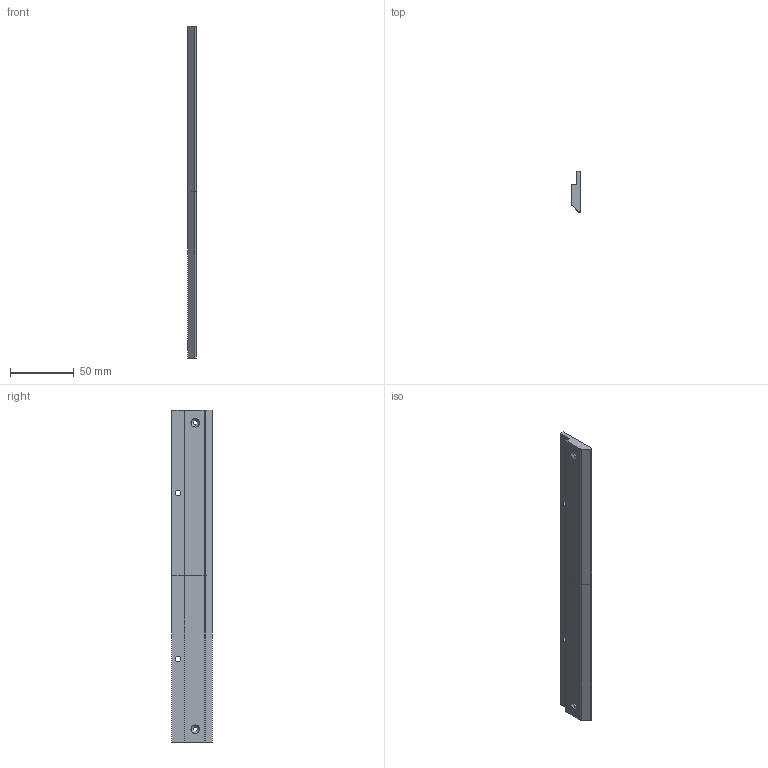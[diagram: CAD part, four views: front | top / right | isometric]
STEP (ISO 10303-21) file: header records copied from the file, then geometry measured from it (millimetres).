
FILE_DESCRIPTION (( 'STEP AP214' ), '1' );
FILE_NAME ('300ExtrusionCoverBottom.STEP', '2025-09-18T19:07:39', ( '' ), ( '' ), 'SwSTEP 2.0', 'SolidWorks 2024', '' );
FILE_SCHEMA (( 'AUTOMOTIVE_DESIGN' ));
Length unit declared in the file: millimetre
Products named in the file (1): 300ExtrusionCoverBottom
Bounding box: 7 x 31.87 x 260 mm (x, y, z)
Volume: 41490.9 mm3; surface area: 20341.4 mm2
Topology: 2 solids, 2 shells, 52 faces, 128 edges, 84 vertices
Faces by surface type: plane 28, cylinder 20, cone 4
Entity records: 2164 total; most frequent: DIRECTION 278, CARTESIAN_POINT 265, ORIENTED_EDGE 256, EDGE_CURVE 128, AXIS2_PLACEMENT_3D 97, VERTEX_POINT 84, VECTOR 84, LINE 84
